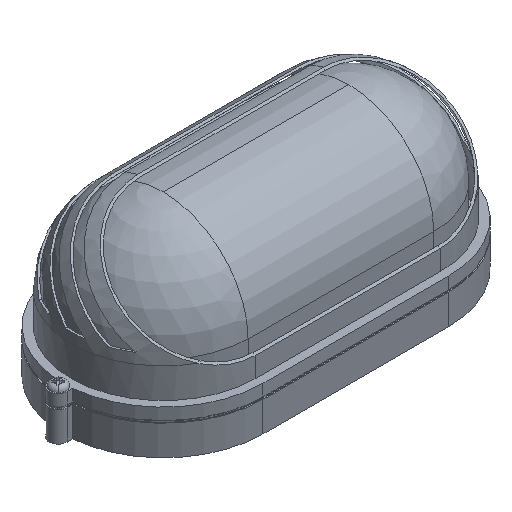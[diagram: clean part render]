
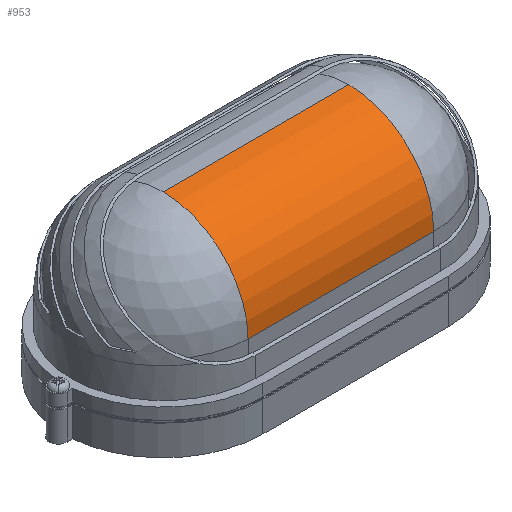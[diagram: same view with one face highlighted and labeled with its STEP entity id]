
A CAD part, isometric view. The second image highlights one B-rep face of the part: STEP entity #953.
In plain terms, the highlighted cylindrical face has radius 42.5 mm (diameter 85 mm), a partial arc.
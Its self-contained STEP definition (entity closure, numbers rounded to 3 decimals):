
#165 = CARTESIAN_POINT ( 'NONE',  ( -46.5, 0., 80. ) ) ;
#865 = EDGE_LOOP ( 'NONE', ( #3517, #3540, #3562, #3577 ) ) ;
#886 = EDGE_CURVE ( 'NONE', #3149, #2222, #4548, .T. ) ;
#952 = EDGE_CURVE ( 'NONE', #2093, #2222, #4424, .T. ) ;
#953 = ADVANCED_FACE ( 'NONE', ( #4405 ), #4359, .T. ) ;
#971 = EDGE_CURVE ( 'NONE', #2780, #2093, #4466, .T. ) ;
#984 = EDGE_CURVE ( 'NONE', #3149, #2780, #4418, .T. ) ;
#1108 = CARTESIAN_POINT ( 'NONE',  ( 46.5, -42.5, 37.5 ) ) ;
#1385 = CARTESIAN_POINT ( 'NONE',  ( 46.5, 0., 37.5 ) ) ;
#1455 = CARTESIAN_POINT ( 'NONE',  ( -46.5, -42.5, 37.5 ) ) ;
#1745 = DIRECTION ( 'NONE',  ( 0., -1., 0. ) ) ;
#1775 = DIRECTION ( 'NONE',  ( 1., 0., 0. ) ) ;
#1794 = DIRECTION ( 'NONE',  ( 0., -1., 0. ) ) ;
#1803 = CARTESIAN_POINT ( 'NONE',  ( -46.5, 0., 37.5 ) ) ;
#1818 = AXIS2_PLACEMENT_3D ( 'NONE', #3114, #3805, #1794 ) ;
#1860 = AXIS2_PLACEMENT_3D ( 'NONE', #1803, #4187, #2138 ) ;
#1977 = AXIS2_PLACEMENT_3D ( 'NONE', #1385, #3758, #1745 ) ;
#2093 = VERTEX_POINT ( 'NONE', #165 ) ;
#2138 = DIRECTION ( 'NONE',  ( 0., -1., 0. ) ) ;
#2222 = VERTEX_POINT ( 'NONE', #3393 ) ;
#2775 = CARTESIAN_POINT ( 'NONE',  ( 46.5, 0., 80. ) ) ;
#2780 = VERTEX_POINT ( 'NONE', #3907 ) ;
#3114 = CARTESIAN_POINT ( 'NONE',  ( 0., 0., 37.5 ) ) ;
#3149 = VERTEX_POINT ( 'NONE', #1108 ) ;
#3393 = CARTESIAN_POINT ( 'NONE',  ( 46.5, 0., 80. ) ) ;
#3517 = ORIENTED_EDGE ( 'NONE', *, *, #971, .F. ) ;
#3540 = ORIENTED_EDGE ( 'NONE', *, *, #984, .F. ) ;
#3562 = ORIENTED_EDGE ( 'NONE', *, *, #886, .T. ) ;
#3577 = ORIENTED_EDGE ( 'NONE', *, *, #952, .F. ) ;
#3758 = DIRECTION ( 'NONE',  ( -1., 0., 0. ) ) ;
#3805 = DIRECTION ( 'NONE',  ( -1., 0., 0. ) ) ;
#3819 = DIRECTION ( 'NONE',  ( -1., 0., 0. ) ) ;
#3907 = CARTESIAN_POINT ( 'NONE',  ( -46.5, -42.5, 37.5 ) ) ;
#4187 = DIRECTION ( 'NONE',  ( -1., 0., 0. ) ) ;
#4352 = VECTOR ( 'NONE', #3819, 1000. ) ;
#4359 = CYLINDRICAL_SURFACE ( 'NONE', #1818, 42.5 ) ;
#4405 = FACE_OUTER_BOUND ( 'NONE', #865, .T. ) ;
#4415 = VECTOR ( 'NONE', #1775, 1000. ) ;
#4418 = LINE ( 'NONE', #1455, #4352 ) ;
#4424 = LINE ( 'NONE', #2775, #4415 ) ;
#4466 = CIRCLE ( 'NONE', #1860, 42.5 ) ;
#4548 = CIRCLE ( 'NONE', #1977, 42.5 ) ;
